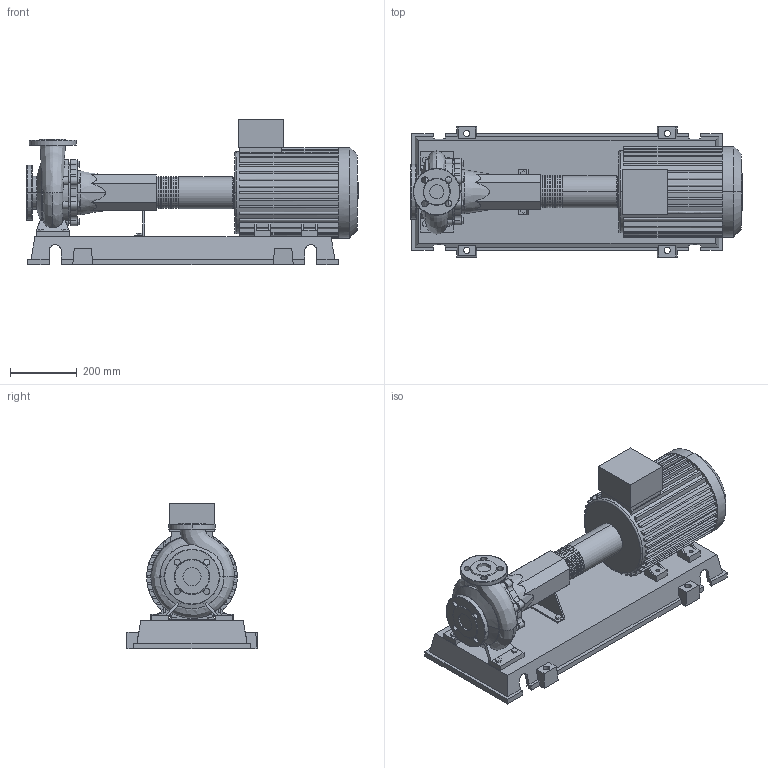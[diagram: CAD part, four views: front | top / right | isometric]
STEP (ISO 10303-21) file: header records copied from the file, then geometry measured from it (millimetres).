
FILE_DESCRIPTION((''),'2;1');
FILE_NAME('3d_NL32_160-5.5-2-12-4108901.stp','2015-03-02T14:57:26',(''),(''),'Mechanical Desktop 2009','Mechanical Desktop 2009',', , ');
FILE_SCHEMA(('CONFIG_CONTROL_DESIGN'));
Length unit declared in the file: millimetre
Products named in the file (1): Product
Bounding box: 994 x 390 x 435 mm (x, y, z)
Volume: 35196234.2 mm3; surface area: 2323760.1 mm2
Topology: 11 solids, 11 shells, 807 faces, 2160 edges, 1425 vertices
Faces by surface type: plane 414, cylinder 201, bspline 172, cone 10, torus 10
Entity records: 29061 total; most frequent: CARTESIAN_POINT 8915, ORIENTED_EDGE 4322, DIRECTION 3955, EDGE_CURVE 2161, VERTEX_POINT 1422, VECTOR 1371, LINE 1371, AXIS2_PLACEMENT_3D 1292
